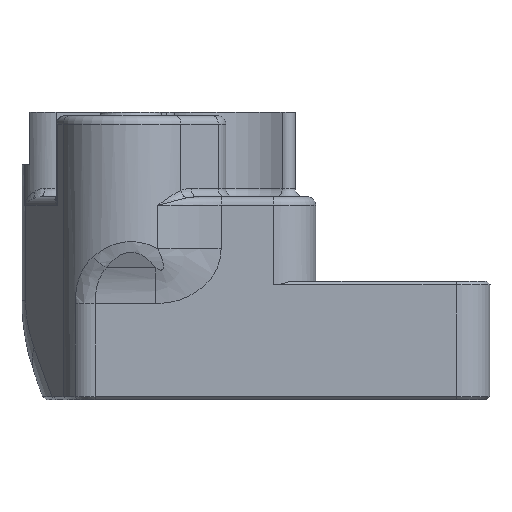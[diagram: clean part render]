
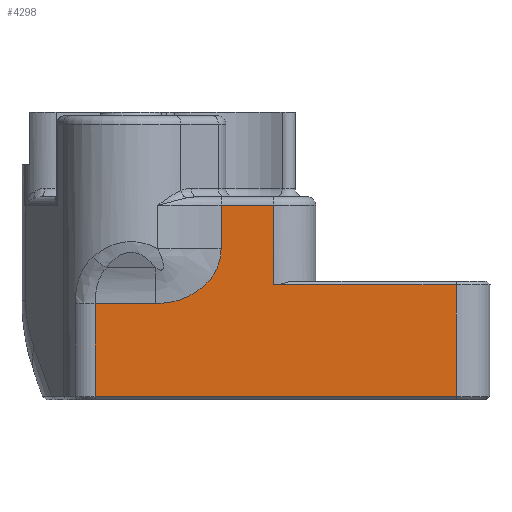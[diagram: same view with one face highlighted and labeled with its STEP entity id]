
A CAD part, front view. The second image highlights one B-rep face of the part: STEP entity #4298.
In plain terms, the highlighted planar face has unit normal (0, -1, 0).
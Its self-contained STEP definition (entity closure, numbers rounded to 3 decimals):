
#204=LINE('',#6801,#581);
#207=LINE('',#6808,#584);
#228=LINE('',#6880,#605);
#244=LINE('',#7466,#621);
#252=LINE('',#7503,#629);
#253=LINE('',#7506,#630);
#254=LINE('',#7518,#631);
#255=LINE('',#7519,#632);
#581=VECTOR('',#5347,10.);
#584=VECTOR('',#5354,10.);
#605=VECTOR('',#5425,10.);
#621=VECTOR('',#5539,10.);
#629=VECTOR('',#5569,10.);
#630=VECTOR('',#5572,10.);
#631=VECTOR('',#5573,10.);
#632=VECTOR('',#5574,10.);
#934=B_SPLINE_CURVE_WITH_KNOTS('',3,(#7508,#7509,#7510,#7511,#7512,#7513,
#7514,#7515,#7516),.UNSPECIFIED.,.F.,.F.,(4,1,1,1,1,1,4),(0.,1.619,
3.238,4.856,6.475,9.713,11.332),
 .UNSPECIFIED.);
#1103=FACE_OUTER_BOUND('',#1381,.T.);
#1381=EDGE_LOOP('',(#3373,#3374,#3375,#3376,#3377,#3378,#3379,#3380,#3381));
#1912=VERTEX_POINT('',#6786);
#1916=VERTEX_POINT('',#6800);
#1918=VERTEX_POINT('',#6806);
#1944=VERTEX_POINT('',#6878);
#1985=VERTEX_POINT('',#7460);
#1986=VERTEX_POINT('',#7464);
#1993=VERTEX_POINT('',#7505);
#1994=VERTEX_POINT('',#7507);
#1995=VERTEX_POINT('',#7517);
#2368=EDGE_CURVE('',#1912,#1916,#204,.T.);
#2372=EDGE_CURVE('',#1918,#1912,#207,.T.);
#2408=EDGE_CURVE('',#1918,#1944,#228,.T.);
#2480=EDGE_CURVE('',#1985,#1986,#244,.T.);
#2495=EDGE_CURVE('',#1986,#1944,#252,.T.);
#2496=EDGE_CURVE('',#1993,#1985,#253,.T.);
#2497=EDGE_CURVE('',#1994,#1993,#934,.T.);
#2498=EDGE_CURVE('',#1995,#1994,#254,.T.);
#2499=EDGE_CURVE('',#1916,#1995,#255,.T.);
#3373=ORIENTED_EDGE('',*,*,#2408,.T.);
#3374=ORIENTED_EDGE('',*,*,#2495,.F.);
#3375=ORIENTED_EDGE('',*,*,#2480,.F.);
#3376=ORIENTED_EDGE('',*,*,#2496,.F.);
#3377=ORIENTED_EDGE('',*,*,#2497,.F.);
#3378=ORIENTED_EDGE('',*,*,#2498,.F.);
#3379=ORIENTED_EDGE('',*,*,#2499,.F.);
#3380=ORIENTED_EDGE('',*,*,#2368,.F.);
#3381=ORIENTED_EDGE('',*,*,#2372,.F.);
#4125=PLANE('',#4688);
#4298=ADVANCED_FACE('',(#1103),#4125,.T.);
#4688=AXIS2_PLACEMENT_3D('',#7504,#5570,#5571);
#5347=DIRECTION('',(-1.,0.,0.));
#5354=DIRECTION('',(0.,0.,-1.));
#5425=DIRECTION('',(-1.,0.,0.));
#5539=DIRECTION('',(1.,0.,0.));
#5569=DIRECTION('',(0.,0.,-1.));
#5570=DIRECTION('center_axis',(0.,-1.,0.));
#5571=DIRECTION('ref_axis',(0.,0.,1.));
#5572=DIRECTION('',(0.,0.,1.));
#5573=DIRECTION('',(1.,0.,0.));
#5574=DIRECTION('',(0.,0.,1.));
#6786=CARTESIAN_POINT('',(46.206,14.56,6.933));
#6800=CARTESIAN_POINT('',(3.534,14.56,6.933));
#6801=CARTESIAN_POINT('',(46.206,14.56,6.933));
#6806=CARTESIAN_POINT('',(46.206,14.56,20.133));
#6808=CARTESIAN_POINT('',(46.206,14.56,20.133));
#6878=CARTESIAN_POINT('',(24.606,14.56,20.133));
#6880=CARTESIAN_POINT('',(46.206,14.56,20.133));
#7460=CARTESIAN_POINT('',(18.43,14.56,29.533));
#7464=CARTESIAN_POINT('',(24.606,14.56,29.533));
#7466=CARTESIAN_POINT('',(18.43,14.56,29.533));
#7503=CARTESIAN_POINT('',(24.606,14.56,29.533));
#7504=CARTESIAN_POINT('Origin',(-0.853,14.56,31.913));
#7505=CARTESIAN_POINT('',(18.43,14.56,24.394));
#7506=CARTESIAN_POINT('',(18.43,14.56,24.394));
#7507=CARTESIAN_POINT('',(10.697,14.56,17.916));
#7508=CARTESIAN_POINT('Ctrl Pts',(10.697,14.56,17.916));
#7509=CARTESIAN_POINT('Ctrl Pts',(11.374,14.56,17.916));
#7510=CARTESIAN_POINT('Ctrl Pts',(12.66,14.56,18.018));
#7511=CARTESIAN_POINT('Ctrl Pts',(14.283,14.56,18.596));
#7512=CARTESIAN_POINT('Ctrl Pts',(15.561,14.56,19.336));
#7513=CARTESIAN_POINT('Ctrl Pts',(16.932,14.56,20.371));
#7514=CARTESIAN_POINT('Ctrl Pts',(18.084,14.56,21.861));
#7515=CARTESIAN_POINT('Ctrl Pts',(18.43,14.56,23.717));
#7516=CARTESIAN_POINT('Ctrl Pts',(18.43,14.56,24.394));
#7517=CARTESIAN_POINT('',(3.534,14.56,17.916));
#7518=CARTESIAN_POINT('',(3.534,14.56,17.916));
#7519=CARTESIAN_POINT('',(3.534,14.56,6.933));
